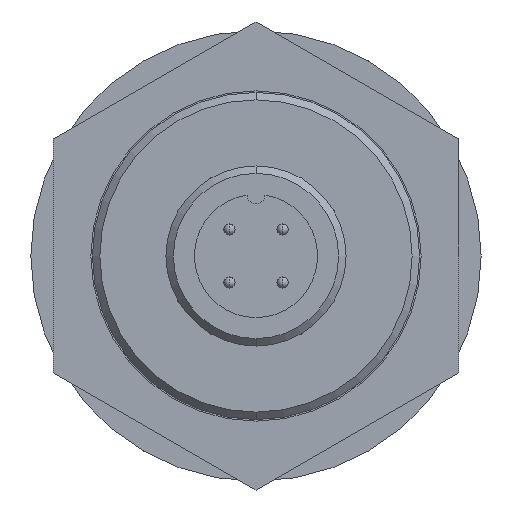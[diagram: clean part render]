
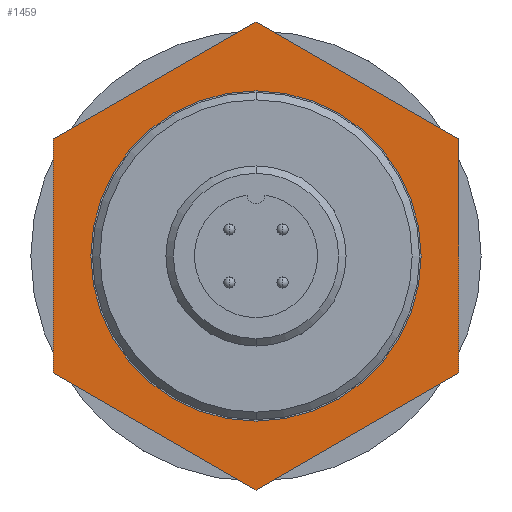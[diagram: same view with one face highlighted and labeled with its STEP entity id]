
A CAD part, front view. The second image highlights one B-rep face of the part: STEP entity #1459.
In plain terms, the highlighted planar face has unit normal (0, -1, 0).
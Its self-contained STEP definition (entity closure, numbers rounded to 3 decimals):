
#6 = VERTEX_POINT ( 'NONE', #749 ) ;
#75 = LINE ( 'NONE', #1473, #682 ) ;
#81 = ORIENTED_EDGE ( 'NONE', *, *, #1831, .T. ) ;
#93 = VECTOR ( 'NONE', #264, 1000. ) ;
#107 = CARTESIAN_POINT ( 'NONE',  ( -13.5, -11.8, 7.794 ) ) ;
#113 = EDGE_CURVE ( 'NONE', #661, #210, #396, .T. ) ;
#147 = VECTOR ( 'NONE', #1566, 1000. ) ;
#161 = AXIS2_PLACEMENT_3D ( 'NONE', #1385, #1393, #1420 ) ;
#167 = LINE ( 'NONE', #1236, #1375 ) ;
#210 = VERTEX_POINT ( 'NONE', #1964 ) ;
#242 = ORIENTED_EDGE ( 'NONE', *, *, #113, .F. ) ;
#264 = DIRECTION ( 'NONE',  ( -0.866, 0., 0.5 ) ) ;
#269 = DIRECTION ( 'NONE',  ( 0.866, 0., -0.5 ) ) ;
#277 = CARTESIAN_POINT ( 'NONE',  ( 0., -11.8, 0. ) ) ;
#378 = VERTEX_POINT ( 'NONE', #1467 ) ;
#396 = CIRCLE ( 'NONE', #161, 11. ) ;
#413 = VERTEX_POINT ( 'NONE', #883 ) ;
#443 = EDGE_CURVE ( 'NONE', #1436, #1485, #1504, .T. ) ;
#464 = LINE ( 'NONE', #1974, #1578 ) ;
#540 = VERTEX_POINT ( 'NONE', #1749 ) ;
#544 = DIRECTION ( 'NONE',  ( 0., 0., -1. ) ) ;
#562 = EDGE_CURVE ( 'NONE', #540, #413, #75, .T. ) ;
#661 = VERTEX_POINT ( 'NONE', #1213 ) ;
#680 = ORIENTED_EDGE ( 'NONE', *, *, #562, .T. ) ;
#682 = VECTOR ( 'NONE', #1311, 1000. ) ;
#697 = EDGE_LOOP ( 'NONE', ( #841, #1742, #914, #680, #81, #1917 ) ) ;
#749 = CARTESIAN_POINT ( 'NONE',  ( 13.5, -11.8, 7.794 ) ) ;
#841 = ORIENTED_EDGE ( 'NONE', *, *, #2639, .T. ) ;
#883 = CARTESIAN_POINT ( 'NONE',  ( 13.5, -11.8, -7.794 ) ) ;
#914 = ORIENTED_EDGE ( 'NONE', *, *, #1879, .T. ) ;
#935 = VECTOR ( 'NONE', #1706, 1000. ) ;
#1134 = EDGE_LOOP ( 'NONE', ( #1178, #242 ) ) ;
#1178 = ORIENTED_EDGE ( 'NONE', *, *, #1893, .F. ) ;
#1213 = CARTESIAN_POINT ( 'NONE',  ( 0., -11.8, -11. ) ) ;
#1236 = CARTESIAN_POINT ( 'NONE',  ( 13.5, -11.8, -7.794 ) ) ;
#1240 = CARTESIAN_POINT ( 'NONE',  ( -13.5, -11.8, 7.794 ) ) ;
#1258 = DIRECTION ( 'NONE',  ( 0., 0., -1. ) ) ;
#1311 = DIRECTION ( 'NONE',  ( 0.866, 0., 0.5 ) ) ;
#1325 = FACE_BOUND ( 'NONE', #1134, .T. ) ;
#1375 = VECTOR ( 'NONE', #1424, 1000. ) ;
#1380 = LINE ( 'NONE', #1620, #93 ) ;
#1385 = CARTESIAN_POINT ( 'NONE',  ( 0., -11.8, 0. ) ) ;
#1387 = CARTESIAN_POINT ( 'NONE',  ( 0., -11.8, 15.588 ) ) ;
#1393 = DIRECTION ( 'NONE',  ( 0., -1., 0. ) ) ;
#1420 = DIRECTION ( 'NONE',  ( 0., 0., -1. ) ) ;
#1424 = DIRECTION ( 'NONE',  ( 0., 0., 1. ) ) ;
#1436 = VERTEX_POINT ( 'NONE', #1240 ) ;
#1449 = EDGE_CURVE ( 'NONE', #6, #378, #1380, .T. ) ;
#1459 = ADVANCED_FACE ( 'NONE', ( #2298, #1325 ), #2541, .T. ) ;
#1467 = CARTESIAN_POINT ( 'NONE',  ( 0., -11.8, 15.588 ) ) ;
#1473 = CARTESIAN_POINT ( 'NONE',  ( 0., -11.8, -15.588 ) ) ;
#1485 = VERTEX_POINT ( 'NONE', #2725 ) ;
#1504 = LINE ( 'NONE', #107, #935 ) ;
#1566 = DIRECTION ( 'NONE',  ( -0.866, 0., -0.5 ) ) ;
#1578 = VECTOR ( 'NONE', #269, 1000. ) ;
#1620 = CARTESIAN_POINT ( 'NONE',  ( 13.5, -11.8, 7.794 ) ) ;
#1706 = DIRECTION ( 'NONE',  ( 0., 0., -1. ) ) ;
#1742 = ORIENTED_EDGE ( 'NONE', *, *, #443, .T. ) ;
#1749 = CARTESIAN_POINT ( 'NONE',  ( 0., -11.8, -15.588 ) ) ;
#1816 = DIRECTION ( 'NONE',  ( 0., -1., 0. ) ) ;
#1826 = AXIS2_PLACEMENT_3D ( 'NONE', #1976, #2358, #1258 ) ;
#1831 = EDGE_CURVE ( 'NONE', #413, #6, #167, .T. ) ;
#1879 = EDGE_CURVE ( 'NONE', #1485, #540, #464, .T. ) ;
#1893 = EDGE_CURVE ( 'NONE', #210, #661, #2065, .T. ) ;
#1917 = ORIENTED_EDGE ( 'NONE', *, *, #1449, .T. ) ;
#1964 = CARTESIAN_POINT ( 'NONE',  ( 0., -11.8, 11. ) ) ;
#1974 = CARTESIAN_POINT ( 'NONE',  ( -13.5, -11.8, -7.794 ) ) ;
#1976 = CARTESIAN_POINT ( 'NONE',  ( 0., -11.8, 0. ) ) ;
#2065 = CIRCLE ( 'NONE', #2649, 11. ) ;
#2298 = FACE_OUTER_BOUND ( 'NONE', #697, .T. ) ;
#2358 = DIRECTION ( 'NONE',  ( 0., -1., 0. ) ) ;
#2457 = LINE ( 'NONE', #1387, #147 ) ;
#2541 = PLANE ( 'NONE',  #1826 ) ;
#2639 = EDGE_CURVE ( 'NONE', #378, #1436, #2457, .T. ) ;
#2649 = AXIS2_PLACEMENT_3D ( 'NONE', #277, #1816, #544 ) ;
#2725 = CARTESIAN_POINT ( 'NONE',  ( -13.5, -11.8, -7.794 ) ) ;
